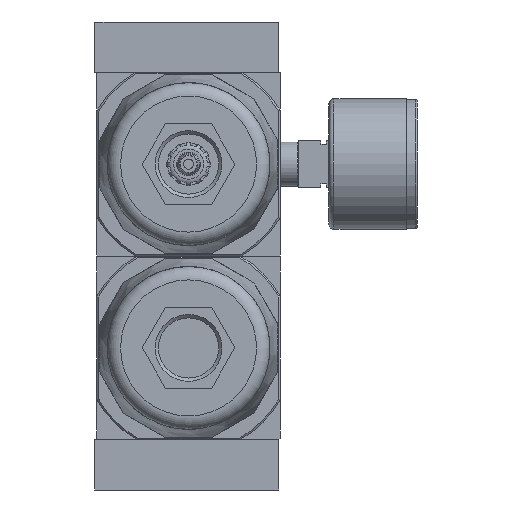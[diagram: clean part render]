
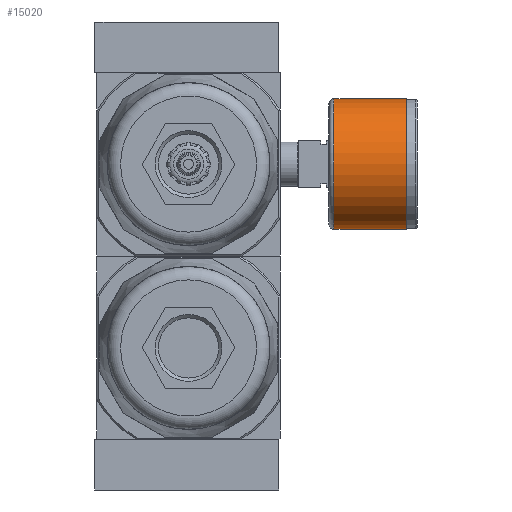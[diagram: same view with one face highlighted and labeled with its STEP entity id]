
A CAD part, front view. The second image highlights one B-rep face of the part: STEP entity #15020.
In plain terms, the highlighted cylindrical face has radius 19.5 mm (diameter 39 mm), a full revolution.
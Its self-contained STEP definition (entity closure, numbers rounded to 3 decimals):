
#759=CYLINDRICAL_SURFACE('',#20933,19.5);
#1385=CIRCLE('',#20932,19.5);
#1386=CIRCLE('',#20934,19.5);
#3901=ORIENTED_EDGE('',*,*,#7217,.F.);
#3902=ORIENTED_EDGE('',*,*,#7218,.T.);
#7217=EDGE_CURVE('',#9077,#9077,#1385,.T.);
#7218=EDGE_CURVE('',#9078,#9078,#1386,.T.);
#9077=VERTEX_POINT('',#29274);
#9078=VERTEX_POINT('',#29277);
#12320=EDGE_LOOP('',(#3901));
#12321=EDGE_LOOP('',(#3902));
#13490=FACE_BOUND('',#12320,.T.);
#13491=FACE_BOUND('',#12321,.T.);
#15020=ADVANCED_FACE('',(#13490,#13491),#759,.T.);
#20932=AXIS2_PLACEMENT_3D('',#29273,#23921,#23922);
#20933=AXIS2_PLACEMENT_3D('',#29275,#23923,#23924);
#20934=AXIS2_PLACEMENT_3D('',#29276,#23925,#23926);
#23921=DIRECTION('',(1.,0.,0.));
#23922=DIRECTION('',(0.,0.,-1.));
#23923=DIRECTION('',(1.,0.,0.));
#23924=DIRECTION('',(0.,0.,-1.));
#23925=DIRECTION('',(1.,0.,0.));
#23926=DIRECTION('',(0.,0.,-1.));
#29273=CARTESIAN_POINT('',(-3.2,0.,0.));
#29274=CARTESIAN_POINT('',(-3.2,0.,-19.5));
#29275=CARTESIAN_POINT('',(0.,0.,0.));
#29276=CARTESIAN_POINT('',(-24.85,0.,0.));
#29277=CARTESIAN_POINT('',(-24.85,0.,-19.5));
